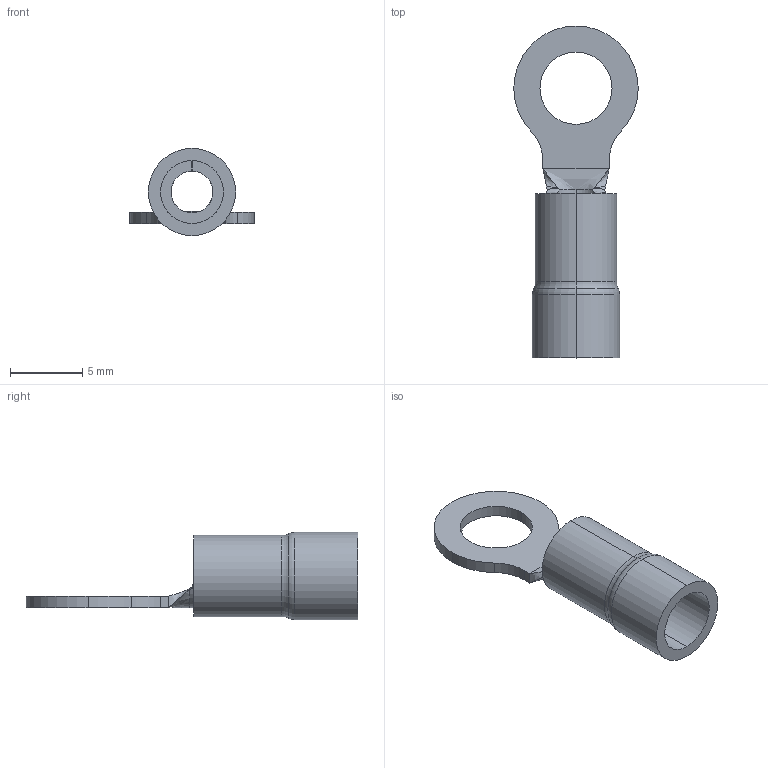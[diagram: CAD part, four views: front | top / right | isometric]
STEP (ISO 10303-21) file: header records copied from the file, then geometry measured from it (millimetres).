
FILE_DESCRIPTION (( 'STEP AP214' ), '1' );
FILE_NAME ('V70RK004012.step', '2017-09-28T13:29:16', ( '' ), ( '' ), 'SwSTEP 2.0', 'SolidWorks 2017', '' );
FILE_SCHEMA (( 'AUTOMOTIVE_DESIGN' ));
Length unit declared in the file: millimetre
Products named in the file (1): V70RK004012
Bounding box: 8.62 x 23 x 6.04 mm (x, y, z)
Volume: 205.3 mm3; surface area: 658.8 mm2
Topology: 2 solids, 2 shells, 78 faces, 200 edges, 130 vertices
Faces by surface type: plane 31, bspline 22, cylinder 21, torus 4
Entity records: 3392 total; most frequent: CARTESIAN_POINT 1556, ORIENTED_EDGE 400, DIRECTION 320, EDGE_CURVE 200, VERTEX_POINT 130, AXIS2_PLACEMENT_3D 109, VECTOR 102, LINE 102
